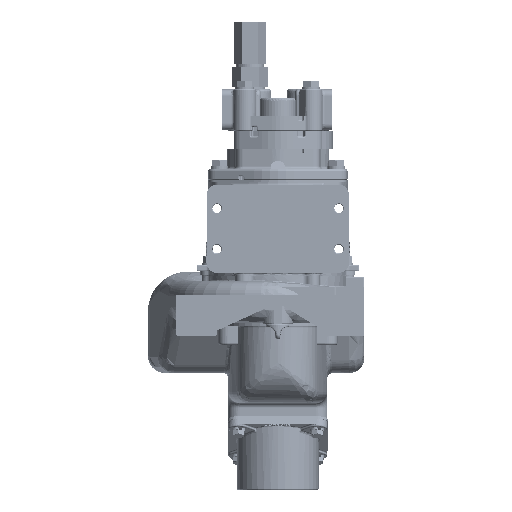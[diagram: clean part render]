
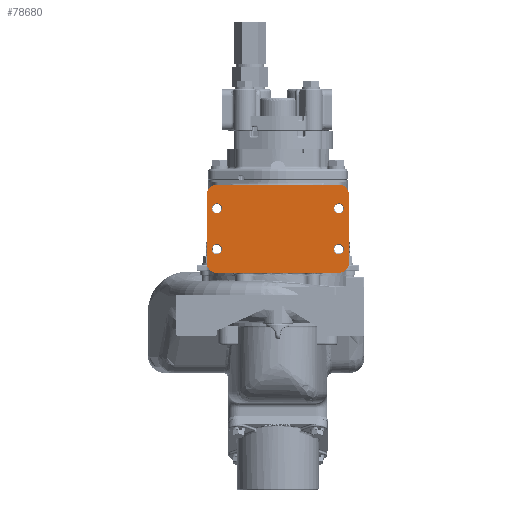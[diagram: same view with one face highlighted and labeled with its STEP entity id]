
A CAD part, front view. The second image highlights one B-rep face of the part: STEP entity #78680.
In plain terms, the highlighted planar face has unit normal (0, -1, 0).
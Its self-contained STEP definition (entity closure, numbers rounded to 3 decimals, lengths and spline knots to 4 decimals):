
#6369=FACE_BOUND('',#17129,.T.);
#6370=FACE_BOUND('',#17130,.T.);
#6371=FACE_BOUND('',#17131,.T.);
#6372=FACE_BOUND('',#17132,.T.);
#8491=PLANE('',#84717);
#11803=FACE_OUTER_BOUND('',#17128,.T.);
#17128=EDGE_LOOP('',(#65066,#65067,#65068,#65069,#65070,#65071,#65072,#65073));
#17129=EDGE_LOOP('',(#65074));
#17130=EDGE_LOOP('',(#65075));
#17131=EDGE_LOOP('',(#65076));
#17132=EDGE_LOOP('',(#65077));
#22588=LINE('',#179863,#27010);
#22598=LINE('',#179909,#27020);
#22606=LINE('',#179926,#27028);
#22709=LINE('',#180769,#27131);
#27010=VECTOR('',#98290,6.);
#27020=VECTOR('',#98344,6.);
#27028=VECTOR('',#98360,3.337);
#27131=VECTOR('',#99061,3.337);
#30201=CIRCLE('',#84418,0.5);
#30202=CIRCLE('',#84421,0.5);
#30360=CIRCLE('',#84716,0.5);
#30361=CIRCLE('',#84718,0.5);
#30362=CIRCLE('',#84719,0.2488);
#30363=CIRCLE('',#84720,0.2488);
#30364=CIRCLE('',#84721,0.2488);
#30365=CIRCLE('',#84722,0.2488);
#36498=VERTEX_POINT('',#179860);
#36499=VERTEX_POINT('',#179862);
#36512=VERTEX_POINT('',#179906);
#36513=VERTEX_POINT('',#179908);
#36517=VERTEX_POINT('',#179920);
#36518=VERTEX_POINT('',#179924);
#36674=VERTEX_POINT('',#180763);
#36675=VERTEX_POINT('',#180767);
#36676=VERTEX_POINT('',#180770);
#36677=VERTEX_POINT('',#180772);
#36678=VERTEX_POINT('',#180774);
#36679=VERTEX_POINT('',#180776);
#46348=EDGE_CURVE('',#36498,#36499,#22588,.T.);
#46372=EDGE_CURVE('',#36513,#36512,#22598,.T.);
#46380=EDGE_CURVE('',#36517,#36512,#30201,.T.);
#46382=EDGE_CURVE('',#36517,#36518,#22606,.T.);
#46383=EDGE_CURVE('',#36499,#36518,#30202,.T.);
#46668=EDGE_CURVE('',#36513,#36674,#30360,.T.);
#46670=EDGE_CURVE('',#36675,#36498,#30361,.T.);
#46671=EDGE_CURVE('',#36675,#36674,#22709,.T.);
#46672=EDGE_CURVE('',#36676,#36676,#30362,.T.);
#46673=EDGE_CURVE('',#36677,#36677,#30363,.T.);
#46674=EDGE_CURVE('',#36678,#36678,#30364,.T.);
#46675=EDGE_CURVE('',#36679,#36679,#30365,.T.);
#65066=ORIENTED_EDGE('',*,*,#46383,.F.);
#65067=ORIENTED_EDGE('',*,*,#46348,.F.);
#65068=ORIENTED_EDGE('',*,*,#46670,.F.);
#65069=ORIENTED_EDGE('',*,*,#46671,.T.);
#65070=ORIENTED_EDGE('',*,*,#46668,.F.);
#65071=ORIENTED_EDGE('',*,*,#46372,.T.);
#65072=ORIENTED_EDGE('',*,*,#46380,.F.);
#65073=ORIENTED_EDGE('',*,*,#46382,.T.);
#65074=ORIENTED_EDGE('',*,*,#46672,.F.);
#65075=ORIENTED_EDGE('',*,*,#46673,.F.);
#65076=ORIENTED_EDGE('',*,*,#46674,.F.);
#65077=ORIENTED_EDGE('',*,*,#46675,.F.);
#78680=ADVANCED_FACE('',(#11803,#6369,#6370,#6371,#6372),#8491,.T.);
#84418=AXIS2_PLACEMENT_3D('',#179922,#98355,#98356);
#84421=AXIS2_PLACEMENT_3D('',#179928,#98363,#98364);
#84716=AXIS2_PLACEMENT_3D('',#180764,#99054,#99055);
#84717=AXIS2_PLACEMENT_3D('',#180766,#99057,#99058);
#84718=AXIS2_PLACEMENT_3D('',#180768,#99059,#99060);
#84719=AXIS2_PLACEMENT_3D('',#180771,#99062,#99063);
#84720=AXIS2_PLACEMENT_3D('',#180773,#99064,#99065);
#84721=AXIS2_PLACEMENT_3D('',#180775,#99066,#99067);
#84722=AXIS2_PLACEMENT_3D('',#180777,#99068,#99069);
#98290=DIRECTION('',(1.,0.,0.));
#98344=DIRECTION('',(1.,0.,0.));
#98355=DIRECTION('center_axis',(0.,1.,0.));
#98356=DIRECTION('ref_axis',(0.707,0.,-0.707));
#98360=DIRECTION('',(0.,0.,1.));
#98363=DIRECTION('center_axis',(0.,1.,0.));
#98364=DIRECTION('ref_axis',(0.707,0.,0.707));
#99054=DIRECTION('center_axis',(0.,1.,0.));
#99055=DIRECTION('ref_axis',(-0.707,0.,-0.707));
#99057=DIRECTION('center_axis',(0.,-1.,0.));
#99058=DIRECTION('ref_axis',(0.,0.,-1.));
#99059=DIRECTION('center_axis',(0.,1.,0.));
#99060=DIRECTION('ref_axis',(-0.707,0.,0.707));
#99061=DIRECTION('',(0.,0.,-1.));
#99062=DIRECTION('center_axis',(0.,-1.,0.));
#99063=DIRECTION('ref_axis',(1.,0.,0.));
#99064=DIRECTION('center_axis',(0.,-1.,0.));
#99065=DIRECTION('ref_axis',(1.,0.,0.));
#99066=DIRECTION('center_axis',(0.,-1.,0.));
#99067=DIRECTION('ref_axis',(1.,0.,0.));
#99068=DIRECTION('center_axis',(0.,-1.,0.));
#99069=DIRECTION('ref_axis',(1.,0.,0.));
#179860=CARTESIAN_POINT('',(-3.,-4.81,-0.625));
#179862=CARTESIAN_POINT('',(3.,-4.81,-0.625));
#179863=CARTESIAN_POINT('',(0.,-4.81,-0.625));
#179906=CARTESIAN_POINT('',(3.,-4.81,-4.962));
#179908=CARTESIAN_POINT('',(-3.,-4.81,-4.962));
#179909=CARTESIAN_POINT('',(0.,-4.81,-4.962));
#179920=CARTESIAN_POINT('',(3.5,-4.81,-4.462));
#179922=CARTESIAN_POINT('Origin',(3.,-4.81,-4.462));
#179924=CARTESIAN_POINT('',(3.5,-4.81,-1.125));
#179926=CARTESIAN_POINT('',(3.5,-4.81,-0.625));
#179928=CARTESIAN_POINT('Origin',(3.,-4.81,-1.125));
#180763=CARTESIAN_POINT('',(-3.5,-4.81,-4.462));
#180764=CARTESIAN_POINT('Origin',(-3.,-4.81,-4.462));
#180766=CARTESIAN_POINT('Origin',(0.,-4.81,-4.962));
#180767=CARTESIAN_POINT('',(-3.5,-4.81,-1.125));
#180768=CARTESIAN_POINT('Origin',(-3.,-4.81,-1.125));
#180769=CARTESIAN_POINT('',(-3.5,-4.81,-0.625));
#180770=CARTESIAN_POINT('',(2.7513,-4.81,-1.7935));
#180771=CARTESIAN_POINT('Origin',(3.,-4.81,-1.7935));
#180772=CARTESIAN_POINT('',(-3.2488,-4.81,-3.7935));
#180773=CARTESIAN_POINT('Origin',(-3.,-4.81,-3.7935));
#180774=CARTESIAN_POINT('',(-3.2488,-4.81,-1.7935));
#180775=CARTESIAN_POINT('Origin',(-3.,-4.81,-1.7935));
#180776=CARTESIAN_POINT('',(2.7513,-4.81,-3.7935));
#180777=CARTESIAN_POINT('Origin',(3.,-4.81,-3.7935));
